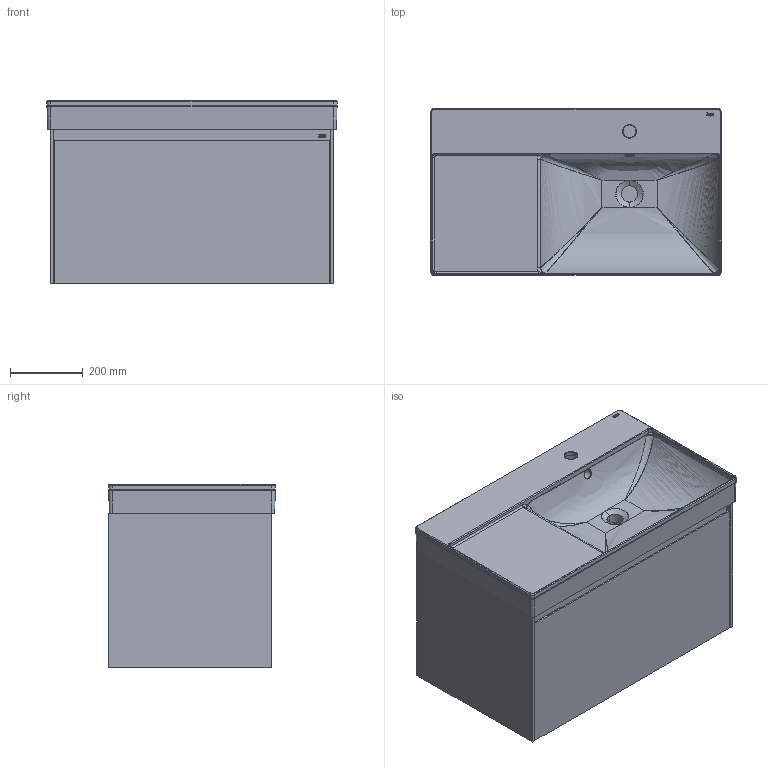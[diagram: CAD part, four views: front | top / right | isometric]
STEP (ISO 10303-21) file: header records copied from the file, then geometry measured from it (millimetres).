
FILE_DESCRIPTION(/* description */ (''),/* implementation_level */ '2;1');
FILE_NAME(/* name */ 'STEP - A8525085.._20790',/* time_stamp */ '2024-10-24T16:04:31+11:00',/* author */ (''),/* organization */ (''),/* preprocessor_version */ 'ST-DEVELOPER v16.5',/* originating_system */ 'Rhino 7.37',/* authorisation */ '');
FILE_SCHEMA (('CONFIG_CONTROL_DESIGN'));
Length unit declared in the file: millimetre
Products named in the file (4): Document; Roca Ona 800 SLIM (Right); Roca ONA 800R BASIN; Roca Ona SLIM 80023
Assembly tree (3 placements, depth 3):
  Document
    Roca Ona 800 SLIM (Right)
      Roca ONA 800R BASIN
      Roca Ona SLIM 80023
Bounding box: 800 x 460 x 505 mm (x, y, z)
Volume: 23739291.2 mm3; surface area: 4594054.9 mm2
Topology: 8 solids, 9 shells, 308 faces, 2325 edges, 1907 vertices
Faces by surface type: plane 156, bspline 93, cylinder 59
Entity records: 35413 total; most frequent: CARTESIAN_POINT 22097, ORIENTED_EDGE 4143, EDGE_CURVE 2316, B_SPLINE_CURVE_WITH_KNOTS 1923, VERTEX_POINT 1907, EDGE_LOOP 332, ADVANCED_FACE 308, FACE_OUTER_BOUND 308
